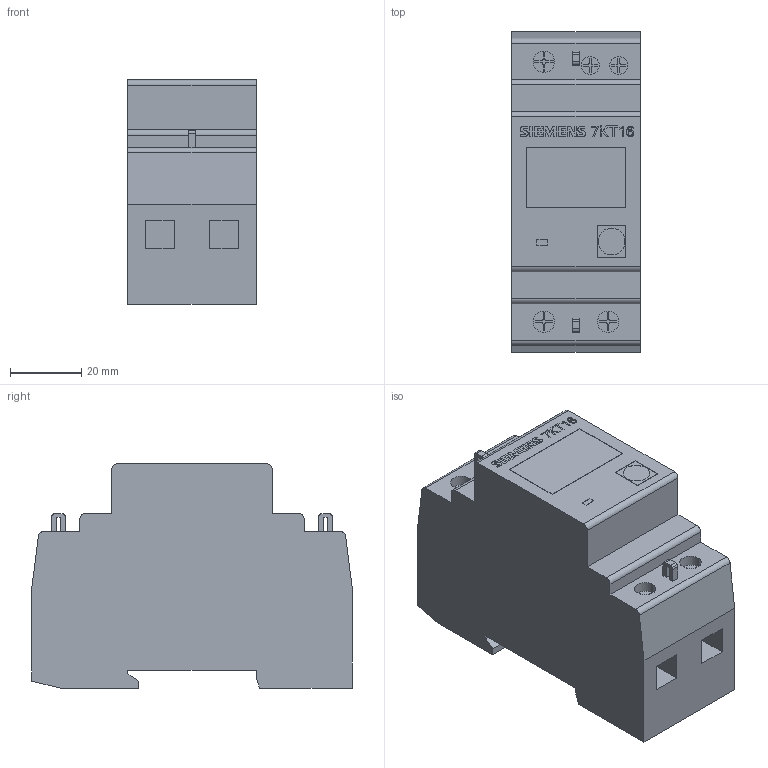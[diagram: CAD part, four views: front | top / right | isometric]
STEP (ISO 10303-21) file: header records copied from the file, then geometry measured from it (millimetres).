
FILE_DESCRIPTION(('STEP AP214'),'1');
FILE_NAME('cctmp_991CEC73-EF65-4FB6-9ECF-8D61EB3BF6A2_2023_07_24_21_17_13_0128..stp','2023-07-24T19:17:14',('SIEMENS A&D'),('CADClick - www.CADClick.com'),'Spatial InterOp 3D postprocessed',' ','unknown authorization');
FILE_SCHEMA(('AUTOMOTIVE_DESIGN'));
Length unit declared in the file: millimetre
Products named in the file (55): cc_unnamed; 2023_07_24_21_17_13_0097; 2023_07_24_21_17_13_0065; 2023_07_24_21_17_13_0034; 2023_07_24_21_17_13_0003; 2023_07_24_21_17_12_0972; 2023_07_24_21_17_12_0940; 2023_07_24_21_17_12_0909; 2023_07_24_21_17_12_0878; 2023_07_24_21_17_12_0847; 2023_07_24_21_17_12_0815; 2023_07_24_21_17_12_0784; 2023_07_24_21_17_12_0753; 2023_07_24_21_17_12_0722; 2023_07_24_21_17_12_0690; 2023_07_24_21_17_12_0673; 2023_07_24_21_17_12_0642; 2023_07_24_21_17_12_0611; 2023_07_24_21_17_12_0580; 2023_07_24_21_17_12_0548; 2023_07_24_21_17_12_0517; 2023_07_24_21_17_12_0486; 2023_07_24_21_17_12_0455; 2023_07_24_21_17_12_0423; 2023_07_24_21_17_12_0405; 2023_07_24_21_17_12_0373; 2023_07_24_21_17_12_0342; 2023_07_24_21_17_12_0311; 2023_07_24_21_17_12_0280; 2023_07_24_21_17_12_0248; 2023_07_24_21_17_12_0217; 2023_07_24_21_17_12_0186; 2023_07_24_21_17_12_0155; 2023_07_24_21_17_12_0123; 2023_07_24_21_17_12_0092; 2023_07_24_21_17_12_0061; 2023_07_24_21_17_12_0030; 2023_07_24_21_17_11_0999; 2023_07_24_21_17_11_0967; 2023_07_24_21_17_11_0936 ...
Assembly tree (54 placements, depth 2):
  cc_unnamed
    2023_07_24_21_17_13_0097
    2023_07_24_21_17_13_0065
    2023_07_24_21_17_13_0034
    2023_07_24_21_17_13_0003
    2023_07_24_21_17_12_0972
    2023_07_24_21_17_12_0940
    2023_07_24_21_17_12_0909
    2023_07_24_21_17_12_0878
    2023_07_24_21_17_12_0847
    2023_07_24_21_17_12_0815
    2023_07_24_21_17_12_0784
    2023_07_24_21_17_12_0753
    2023_07_24_21_17_12_0722
    2023_07_24_21_17_12_0690
    2023_07_24_21_17_12_0673
    2023_07_24_21_17_12_0642
    2023_07_24_21_17_12_0611
    2023_07_24_21_17_12_0580
    2023_07_24_21_17_12_0548
    2023_07_24_21_17_12_0517
    2023_07_24_21_17_12_0486
    2023_07_24_21_17_12_0455
    2023_07_24_21_17_12_0423
    2023_07_24_21_17_12_0405
    2023_07_24_21_17_12_0373
    2023_07_24_21_17_12_0342
    2023_07_24_21_17_12_0311
    2023_07_24_21_17_12_0280
    2023_07_24_21_17_12_0248
    2023_07_24_21_17_12_0217
    2023_07_24_21_17_12_0186
    2023_07_24_21_17_12_0155
    2023_07_24_21_17_12_0123
    2023_07_24_21_17_12_0092
    2023_07_24_21_17_12_0061
    2023_07_24_21_17_12_0030
    2023_07_24_21_17_11_0999
    2023_07_24_21_17_11_0967
    2023_07_24_21_17_11_0936
    2023_07_24_21_17_11_0905
    2023_07_24_21_17_11_0873
    2023_07_24_21_17_11_0842
    2023_07_24_21_17_11_0811
    2023_07_24_21_17_11_0780
    2023_07_24_21_17_11_0748
    2023_07_24_21_17_11_0717
    2023_07_24_21_17_11_0685
    2023_07_24_21_17_11_0654
    2023_07_24_21_17_11_0622
    2023_07_24_21_17_11_0591
    2023_07_24_21_17_11_0560
    2023_07_24_21_17_11_0529
    2023_07_24_21_17_11_0497
    2023_07_24_21_17_11_0466
Bounding box: 36 x 90 x 63 mm (x, y, z)
Volume: 164671.3 mm3; surface area: 23135.4 mm2
Topology: 1 solids, 1 shells, 318 faces, 905 edges, 661 vertices
Faces by surface type: plane 251, cylinder 54, extrusion 13
Entity records: 13667 total; most frequent: CARTESIAN_POINT 3225, ORIENTED_EDGE 1704, DIRECTION 1533, EDGE_CURVE 852, VECTOR 597, LINE 584, VERTEX_POINT 568, AXIS2_PLACEMENT_3D 468
